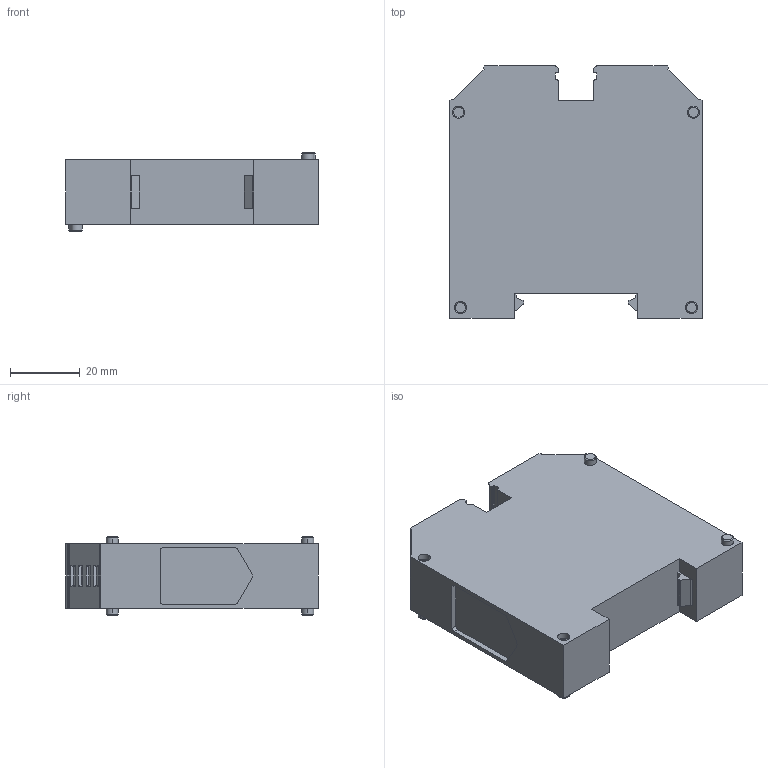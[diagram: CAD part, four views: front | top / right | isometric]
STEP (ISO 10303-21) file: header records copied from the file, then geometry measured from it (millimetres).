
FILE_DESCRIPTION(/* description */ (''),/* implementation_level */ '2;1');
FILE_NAME(/* name */ '17156_SRK_50_2A.stp',/* time_stamp */ '2022-02-09T12:08:30+01:00',/* author */ (''),/* organization */ (''),/* preprocessor_version */ 'ST-DEVELOPER v16.7',/* originating_system */ 'SIEMENS PLM Software NX 12.0',/* authorisation */ '');
FILE_SCHEMA (('AUTOMOTIVE_DESIGN { 1 0 10303 214 3 1 1 1 }'));
Length unit declared in the file: millimetre
Products named in the file (1): 17156_SRK_50_2A
Bounding box: 72.3 x 72.35 x 22.4 mm (x, y, z)
Volume: 87296.7 mm3; surface area: 15964.5 mm2
Topology: 1 solids, 1 shells, 174 faces, 440 edges, 288 vertices
Faces by surface type: plane 106, cylinder 52, cone 10, torus 6
Entity records: 5399 total; most frequent: CARTESIAN_POINT 915, DIRECTION 912, ORIENTED_EDGE 880, EDGE_CURVE 440, LINE 310, VECTOR 310, AXIS2_PLACEMENT_3D 301, VERTEX_POINT 288
